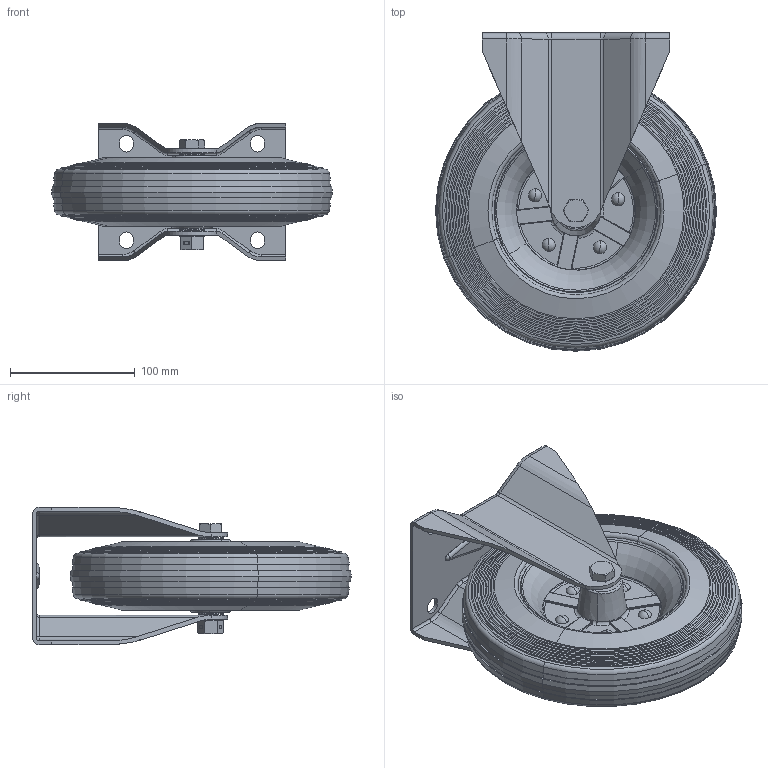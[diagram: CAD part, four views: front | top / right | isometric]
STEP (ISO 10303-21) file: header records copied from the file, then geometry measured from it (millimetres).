
FILE_DESCRIPTION (( 'STEP AP214' ), '1' );
FILE_NAME ('013733_B-IS-SGS-225-R.STEP', '2017-05-12T13:08:14', ( '' ), ( '' ), 'SwSTEP 2.0', 'SolidWorks 2016', '' );
FILE_SCHEMA (( 'AUTOMOTIVE_DESIGN' ));
Length unit declared in the file: millimetre
Products named in the file (1): 013733_B-IS-SGS-225-R
Bounding box: 225 x 255 x 110 mm (x, y, z)
Surface area: 253008.9 mm2 (no closed solid volume)
Topology: 0 solids, 19 shells, 529 faces, 1481 edges, 910 vertices
Faces by surface type: plane 160, torus 141, cylinder 108, cone 88, bspline 32
Entity records: 23923 total; most frequent: CARTESIAN_POINT 5077, DIRECTION 2722, ORIENTED_EDGE 2652, EDGE_CURVE 1429, AXIS2_PLACEMENT_3D 1121, VERTEX_POINT 910, CIRCLE 623, EDGE_LOOP 571
